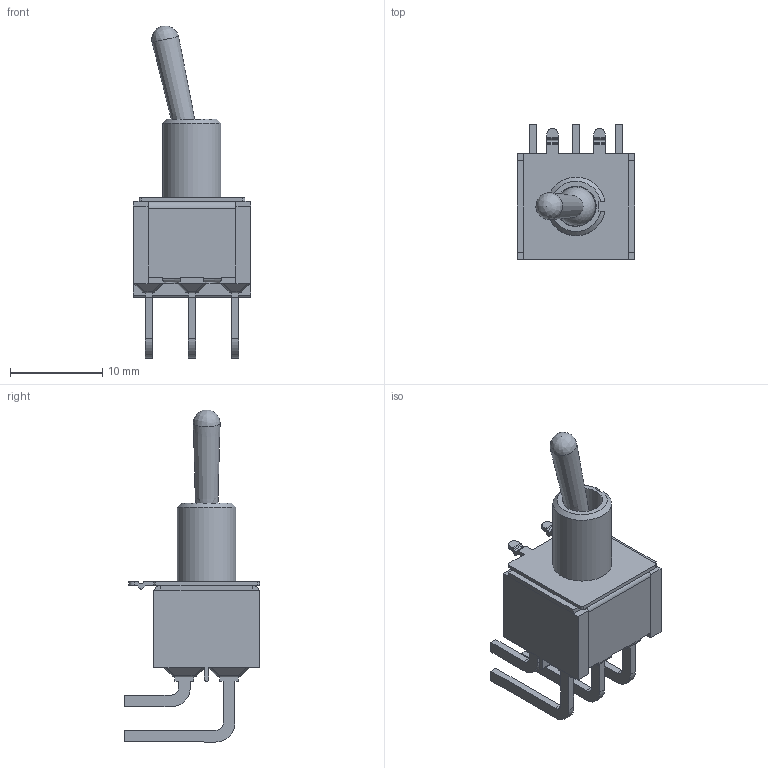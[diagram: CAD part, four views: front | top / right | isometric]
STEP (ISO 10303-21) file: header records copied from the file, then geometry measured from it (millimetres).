
FILE_DESCRIPTION(/* description */ (''),/* implementation_level */ '2;1');
FILE_NAME(/* name */ '100DPxT1B1M61xE.stp',/* time_stamp */ '2026-01-16T18:30:03-06:00',/* author */ ('jmeyers'),/* organization */ (''),/* preprocessor_version */ 'ST-DEVELOPER v18.1',/* originating_system */ 'Autodesk Inventor 2022',/* authorisation */ '');
FILE_SCHEMA (('AUTOMOTIVE_DESIGN { 1 0 10303 214 3 1 1 }'));
Length unit declared in the file: inch
Products named in the file (1): Part150
Bounding box: 12.7 x 14.61 x 35.92 mm (x, y, z)
Volume: 1068.9 mm3; surface area: 2305.5 mm2
Topology: 1 solids, 3 shells, 430 faces, 1139 edges, 706 vertices
Faces by surface type: plane 309, cylinder 92, sphere 25, cone 3, bspline 1
Full cylindrical faces by diameter (mm): 1.65 x1, 4.35 x1
Entity records: 13037 total; most frequent: CARTESIAN_POINT 2340, ORIENTED_EDGE 2230, DIRECTION 2190, EDGE_CURVE 1115, LINE 888, VECTOR 888, VERTEX_POINT 706, AXIS2_PLACEMENT_3D 651
